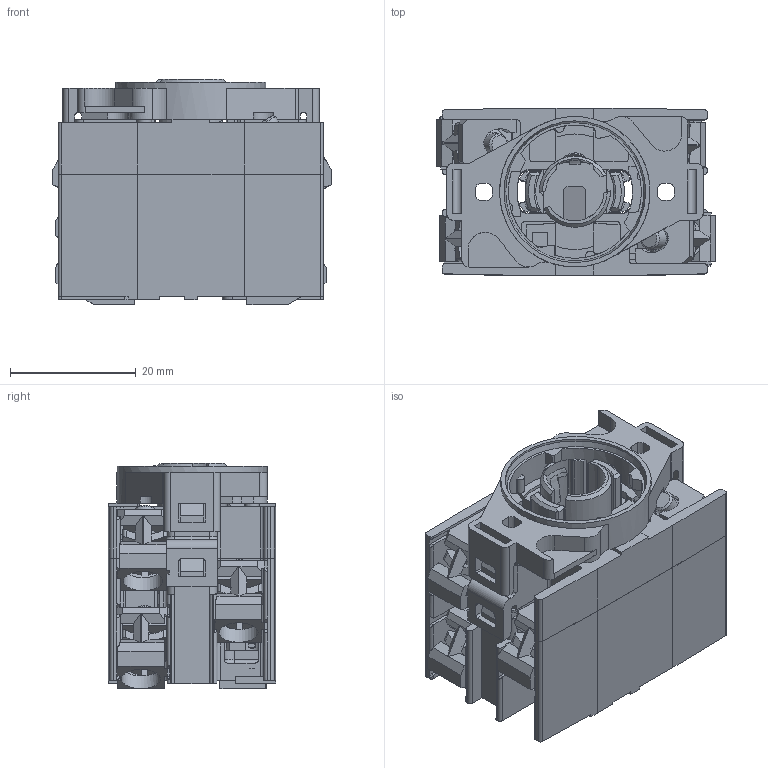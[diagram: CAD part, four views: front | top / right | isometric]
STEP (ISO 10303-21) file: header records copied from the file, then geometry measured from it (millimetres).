
FILE_DESCRIPTION(/* description */ (''),/* implementation_level */ '2;1');
FILE_NAME(/* name */ 'ETLR.stp',/* time_stamp */ '2022-09-20T13:47:42+02:00',/* author */ ('julia.schmid'),/* organization */ (''),/* preprocessor_version */ 'ST-DEVELOPER v17.2',/* originating_system */ 'Autodesk Inventor 2019',/* authorisation */ '');
FILE_SCHEMA (('AUTOMOTIVE_DESIGN { 1 0 10303 214 3 1 1 }'));
Products named in the file (1): ETLR_vereinfacht
Bounding box: 44.31 x 26.65 x 35.9 mm (x, y, z)
Volume: 22443.7 mm3; surface area: 21326 mm2
Topology: 1 solids, 10 shells, 1951 faces, 5807 edges, 3753 vertices
Faces by surface type: plane 1336, cylinder 505, bspline 42, cone 36, torus 30, sphere 2
Full cylindrical faces by diameter (mm): 1.5 x1, 2.3 x3, 2.5 x2, 2.85 x6, 3.45 x28, 3.5 x24, 4 x6, 5.9 x2, 6.2 x6, 21.2 x1, 22.55 x1, 23.95 x1
Entity records: 69286 total; most frequent: CARTESIAN_POINT 16202, ORIENTED_EDGE 11664, DIRECTION 10677, EDGE_CURVE 5832, LINE 4003, VECTOR 4003, VERTEX_POINT 3753, AXIS2_PLACEMENT_3D 3337
